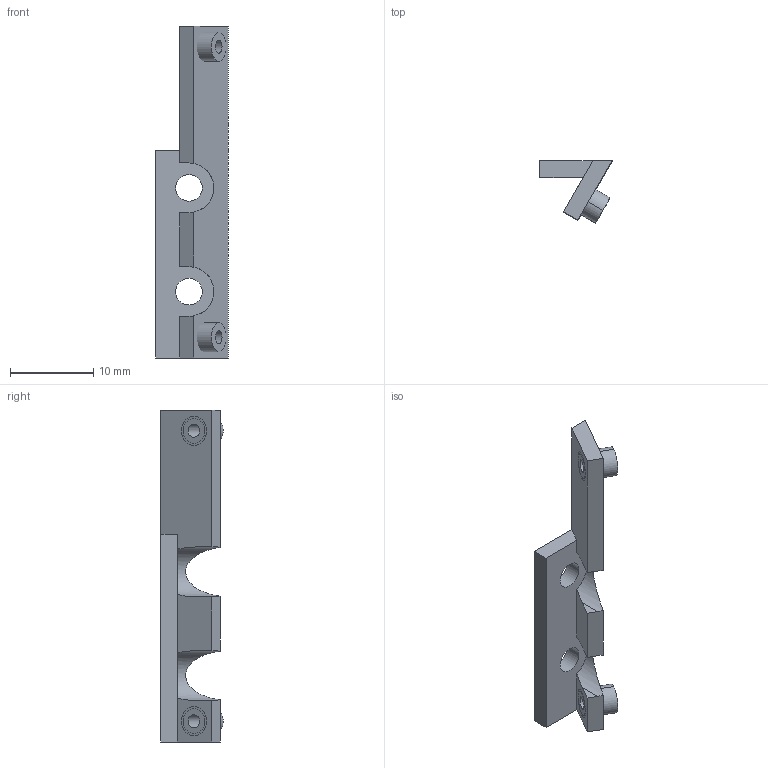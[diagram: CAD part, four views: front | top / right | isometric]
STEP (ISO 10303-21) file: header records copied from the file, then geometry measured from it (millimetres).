
FILE_DESCRIPTION (( 'STEP AP214' ), '1' );
FILE_NAME ('Fan Mount 1 Assembled.step', '2019-11-11T12:50:03', ( '' ), ( '' ), 'SwSTEP 2.0', 'SolidWorks 2019', '' );
FILE_SCHEMA (( 'AUTOMOTIVE_DESIGN' ));
Length unit declared in the file: millimetre
Products named in the file (3): M2x4x3.5 - Heat Set Insert; Fan Mount 1; Fan Mount 1 Assembled
Assembly tree (3 placements, depth 2):
  Fan Mount 1 Assembled
    Fan Mount 1
    M2x4x3.5 - Heat Set Insert  x2
Bounding box: 8.73 x 7.5 x 40 mm (x, y, z)
Volume: 797.7 mm3; surface area: 1244.9 mm2
Topology: 3 solids, 3 shells, 39 faces, 99 edges, 66 vertices
Faces by surface type: plane 21, cylinder 18
Entity records: 1187 total; most frequent: CARTESIAN_POINT 214, DIRECTION 181, ORIENTED_EDGE 174, EDGE_CURVE 87, AXIS2_PLACEMENT_3D 65, VERTEX_POINT 58, LINE 51, VECTOR 51
